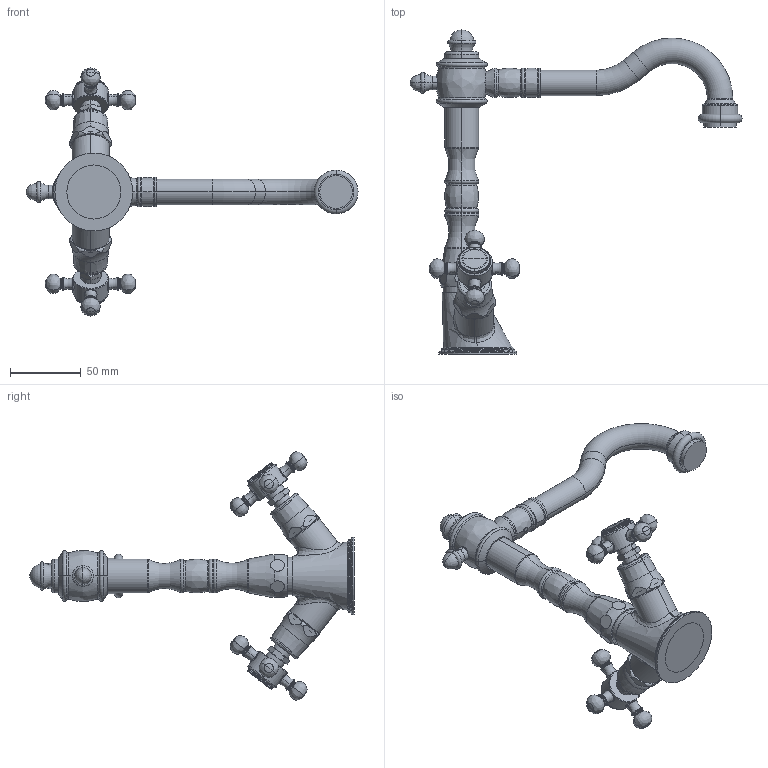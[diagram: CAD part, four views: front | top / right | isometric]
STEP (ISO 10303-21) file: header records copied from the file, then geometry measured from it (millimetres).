
FILE_DESCRIPTION((''),'2;1');
FILE_NAME('FBLV071CR','2021-11-11T08:56:56',('ut3'),('PAFFONI SpA'),'CREO PARAMETRIC BY PTC INC, 2020044','CREO PARAMETRIC BY PTC INC, 2020044','');
FILE_SCHEMA(('CONFIG_CONTROL_DESIGN','SHAPE_APPEARANCE_LAYERS_GROUPS'));
Products named in the file (1): FBLV071CR
Bounding box: 234.73 x 229.4 x 175.44 mm (x, y, z)
Volume: 243597.5 mm3; surface area: 72165 mm2
Topology: 3 solids, 3 shells, 1325 faces, 3425 edges, 2134 vertices
Faces by surface type: plane 575, cylinder 392, torus 160, cone 136, bspline 38, sphere 22, revolution 2
Entity records: 59111 total; most frequent: CARTESIAN_POINT 16862, ORIENTED_EDGE 6786, DIRECTION 6592, EDGE_CURVE 3393, AXIS2_PLACEMENT_3D 2584, VERTEX_POINT 2134, FILL_AREA_STYLE_COLOUR 1564, FILL_AREA_STYLE 1564
